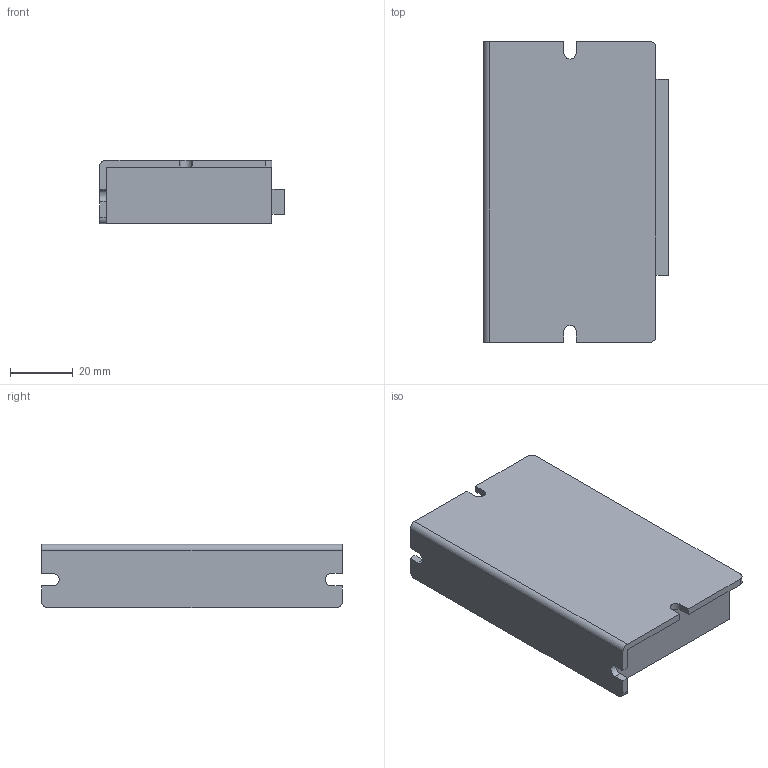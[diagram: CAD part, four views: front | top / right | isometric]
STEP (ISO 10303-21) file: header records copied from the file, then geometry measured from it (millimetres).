
FILE_DESCRIPTION (( 'STEP AP214' ), '1' );
FILE_NAME ('M430.STEP', '2023-08-21T13:42:55', ( '' ), ( '' ), 'SwSTEP 2.0', 'SolidWorks 2021', '' );
FILE_SCHEMA (( 'AUTOMOTIVE_DESIGN' ));
Length unit declared in the file: millimetre
Products named in the file (1): M430
Bounding box: 59 x 96 x 20.3 mm (x, y, z)
Volume: 93376.3 mm3; surface area: 17658.9 mm2
Topology: 1 solids, 1 shells, 48 faces, 129 edges, 86 vertices
Faces by surface type: plane 39, cylinder 9
Entity records: 1525 total; most frequent: CARTESIAN_POINT 264, ORIENTED_EDGE 258, DIRECTION 245, EDGE_CURVE 129, VECTOR 111, LINE 111, VERTEX_POINT 86, AXIS2_PLACEMENT_3D 67
